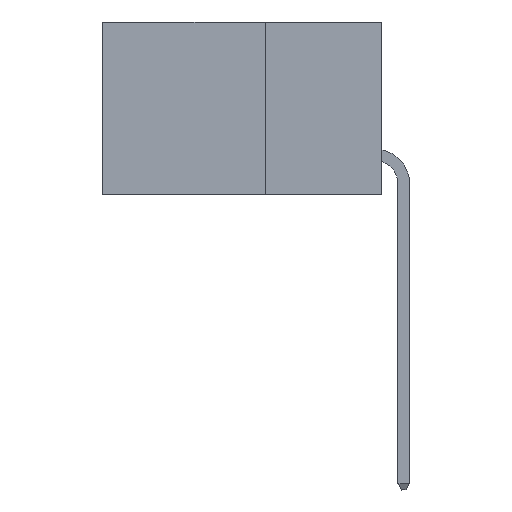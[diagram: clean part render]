
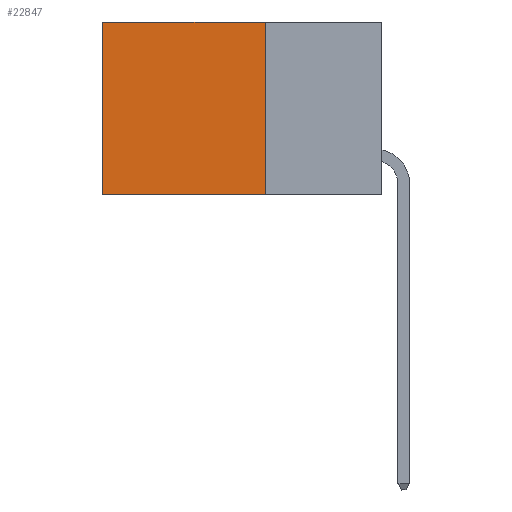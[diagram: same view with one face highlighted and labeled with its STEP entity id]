
A CAD part, left-side view. The second image highlights one B-rep face of the part: STEP entity #22847.
In plain terms, the highlighted planar face has unit normal (-1, 0, 0).
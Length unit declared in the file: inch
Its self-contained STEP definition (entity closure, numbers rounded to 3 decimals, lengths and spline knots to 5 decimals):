
#960 = ORIENTED_EDGE ( 'NONE', *, *, #25333, .F. ) ;
#997 = DIRECTION ( 'NONE',  ( 0., 0., -1. ) ) ;
#1165 = DIRECTION ( 'NONE',  ( 1., 0., 0. ) ) ;
#1187 = VECTOR ( 'NONE', #2967, 39.37008 ) ;
#1276 = ORIENTED_EDGE ( 'NONE', *, *, #6609, .F. ) ;
#1604 = LINE ( 'NONE', #16930, #32967 ) ;
#2272 = VERTEX_POINT ( 'NONE', #26237 ) ;
#2967 = DIRECTION ( 'NONE',  ( 0., 0., -1. ) ) ;
#3307 = VERTEX_POINT ( 'NONE', #16637 ) ;
#4014 = FACE_OUTER_BOUND ( 'NONE', #29534, .T. ) ;
#5394 = CARTESIAN_POINT ( 'NONE',  ( 0.2875, 0.25, 0. ) ) ;
#6609 = EDGE_CURVE ( 'NONE', #10537, #2272, #18978, .T. ) ;
#6840 = EDGE_CURVE ( 'NONE', #10537, #22930, #1604, .T. ) ;
#7410 = CARTESIAN_POINT ( 'NONE',  ( 0.2875, 0.25, -0.37 ) ) ;
#9968 = ORIENTED_EDGE ( 'NONE', *, *, #6840, .T. ) ;
#10537 = VERTEX_POINT ( 'NONE', #5394 ) ;
#11540 = DIRECTION ( 'NONE',  ( 0., 1., 0. ) ) ;
#12725 = VECTOR ( 'NONE', #15036, 39.37008 ) ;
#15036 = DIRECTION ( 'NONE',  ( 0., 0., -1. ) ) ;
#16637 = CARTESIAN_POINT ( 'NONE',  ( 0.2875, 0.6, -0.37 ) ) ;
#16930 = CARTESIAN_POINT ( 'NONE',  ( 0.2875, 0.25, 0. ) ) ;
#18978 = LINE ( 'NONE', #21348, #1187 ) ;
#19527 = PLANE ( 'NONE',  #25330 ) ;
#21348 = CARTESIAN_POINT ( 'NONE',  ( 0.2875, 0.25, 0. ) ) ;
#22803 = LINE ( 'NONE', #32588, #12725 ) ;
#22847 = ADVANCED_FACE ( 'NONE', ( #4014 ), #19527, .F. ) ;
#22930 = VERTEX_POINT ( 'NONE', #30508 ) ;
#23320 = ORIENTED_EDGE ( 'NONE', *, *, #23535, .T. ) ;
#23535 = EDGE_CURVE ( 'NONE', #22930, #3307, #22803, .T. ) ;
#25330 = AXIS2_PLACEMENT_3D ( 'NONE', #32536, #1165, #997 ) ;
#25333 = EDGE_CURVE ( 'NONE', #2272, #3307, #30534, .T. ) ;
#26237 = CARTESIAN_POINT ( 'NONE',  ( 0.2875, 0.25, -0.37 ) ) ;
#27507 = DIRECTION ( 'NONE',  ( 0., 1., 0. ) ) ;
#29534 = EDGE_LOOP ( 'NONE', ( #23320, #960, #1276, #9968 ) ) ;
#29965 = VECTOR ( 'NONE', #27507, 39.37008 ) ;
#30508 = CARTESIAN_POINT ( 'NONE',  ( 0.2875, 0.6, 0. ) ) ;
#30534 = LINE ( 'NONE', #7410, #29965 ) ;
#32536 = CARTESIAN_POINT ( 'NONE',  ( 0.2875, 0.25, 0. ) ) ;
#32588 = CARTESIAN_POINT ( 'NONE',  ( 0.2875, 0.6, 0. ) ) ;
#32967 = VECTOR ( 'NONE', #11540, 39.37008 ) ;
